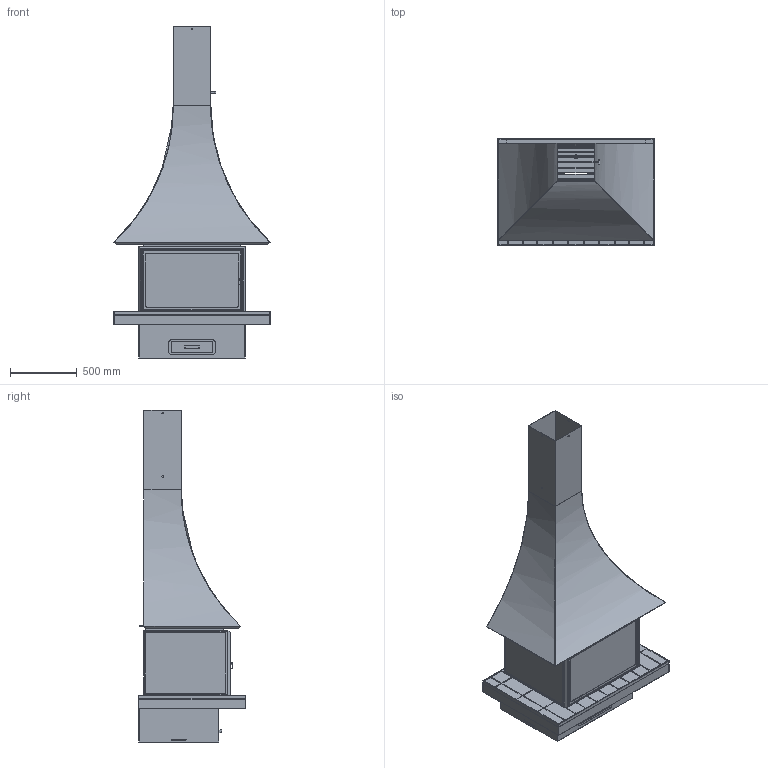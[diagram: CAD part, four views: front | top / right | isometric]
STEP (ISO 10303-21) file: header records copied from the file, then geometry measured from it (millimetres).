
FILE_DESCRIPTION(('STEP AP214'),'1');
FILE_NAME('.stp','2017-01-16T08:20:06',(' '),(' '),'Spatial InterOp 3D',' ',' ');
FILE_SCHEMA(('automotive_design'));
Length unit declared in the file: millimetre
Products named in the file (70): partie coulissante M; plaque fonte M; Support de socle M; Support de socle; Socle M 28; Socle M 27; Socle M 26; Socle M 25; Socle M 24; Socle M 23; Socle M 22; Socle M 21; Socle M 20; Socle M 19; Socle M 18; Socle M 17; Socle M 16; Socle M 15; Socle M 14; Socle M 13; Socle M 12; Socle M 11; Socle M 10; Socle M 9; Socle M 8; Socle M 7; Socle M 6; Socle M 5; Socle M 4; Socle M 3; Socle M 2; Socle M; Bac à cendre M 4; Bac à cendre M 2; Bac à cendre M; Grille 985 M; bordelet-20-003-v2-B; bordelet-20-003-v2-A; Plots; Rondin 10mm ...
Assembly tree (69 placements, depth 4):
  (unnamed)
    partie coulissante M
    plaque fonte M
    Support de socle M
      Support de socle
    Socle M 28
      Socle M 27
      Socle M 26
      Socle M 25
      Socle M 24
      Socle M 23
      Socle M 22
      Socle M 21
      Socle M 20
      Socle M 19
      Socle M 18
      Socle M 17
      Socle M 16
      Socle M 15
      Socle M 14
      Socle M 13
      Socle M 12
      Socle M 11
      Socle M 10
      Socle M 9
      Socle M 8
      Socle M 7
      Socle M 6
      Socle M 5
      Socle M 4
      Socle M 3
      Socle M 2
      Socle M
    Bac à cendre M 4
      Bac à cendre M 2
      Bac à cendre M
    Grille 985 M
      bordelet-20-003-v2-B
      bordelet-20-003-v2-A
      Plots
        Plots
        Plots
        Plots
      Rondin 10mm
    Foyer M 14
      Foyer M 13
      Foyer M 12
      Foyer M 11
      Foyer M 10
      Foyer M 9
      Foyer M 8
      Foyer M 7
      Foyer M 6
      Foyer M 5
      Foyer M 4
      Foyer M 3
      Foyer M 2
      Foyer M
    Hotte M 8
      Hotte M 7
Bounding box: 1175.66 x 805 x 2494 mm (x, y, z)
Volume: 37413567.8 mm3; surface area: 19906902.9 mm2
Topology: 61 solids, 61 shells, 2588 faces, 6202 edges, 3612 vertices
Faces by surface type: plane 945, bspline 784, cylinder 667, sphere 102, torus 81, cone 9
Full cylindrical faces by diameter (mm): 8 x1, 10 x4, 12 x2, 12.5 x1
Entity records: 115452 total; most frequent: CARTESIAN_POINT 40443, ORIENTED_EDGE 11992, DIRECTION 9722, EDGE_CURVE 5996, VERTEX_POINT 3596, AXIS2_PLACEMENT_3D 3450, LINE 2822, VECTOR 2822
